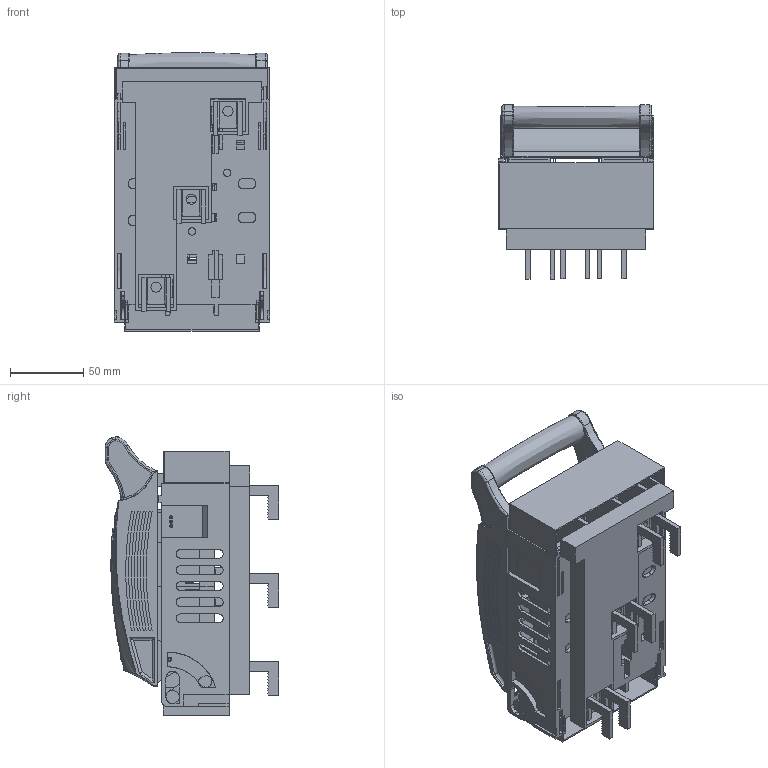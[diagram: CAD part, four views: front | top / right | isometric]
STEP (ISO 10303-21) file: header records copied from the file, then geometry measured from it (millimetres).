
FILE_DESCRIPTION (( 'STEP AP203' ), '1' );
FILE_NAME ('ﾘ-ﾏﾂﾐ.STEP', '2022-10-17T17:57:12', ( '' ), ( '' ), 'SwSTEP 2.0', 'SolidWorks 2018', '' );
FILE_SCHEMA (( 'CONFIG_CONTROL_DESIGN' ));
Products named in the file (1): ﾘ-ﾏﾂﾐ
Bounding box: 106 x 118.5 x 189.78 mm (x, y, z)
Surface area: 295049.6 mm2 (no closed solid volume)
Topology: 0 solids, 174 shells, 1531 faces, 8710 edges, 7170 vertices
Faces by surface type: plane 760, cylinder 492, bspline 224, torus 50, cone 4, sphere 1
Entity records: 129436 total; most frequent: CARTESIAN_POINT 74715, ORIENTED_EDGE 11719, EDGE_CURVE 8707, VERTEX_POINT 7170, DIRECTION 6639, B_SPLINE_CURVE_WITH_KNOTS 5361, VECTOR 2567, LINE 2567
